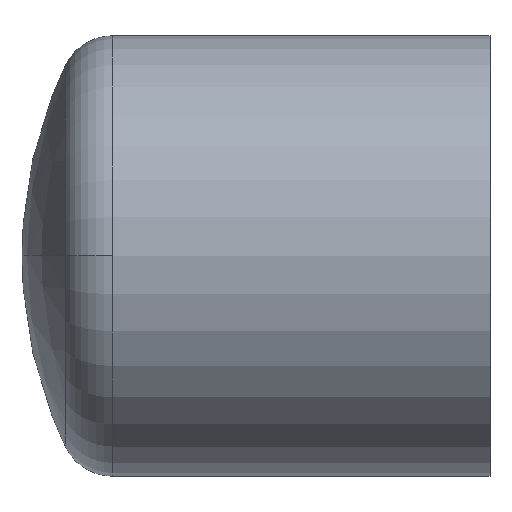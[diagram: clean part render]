
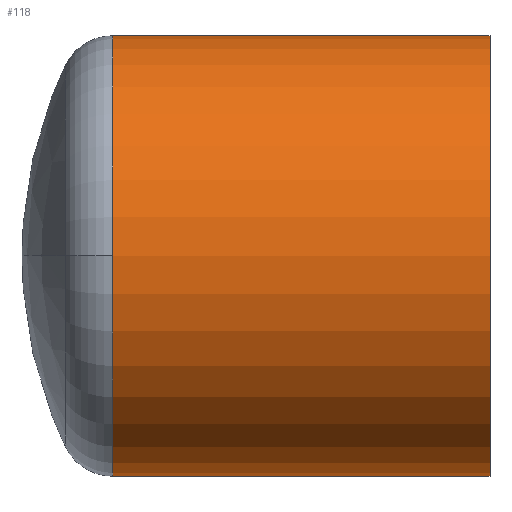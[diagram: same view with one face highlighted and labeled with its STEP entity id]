
A CAD part, top view. The second image highlights one B-rep face of the part: STEP entity #118.
In plain terms, the highlighted cylindrical face has radius 80 mm (diameter 160 mm), a partial arc.
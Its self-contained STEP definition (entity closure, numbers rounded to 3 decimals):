
#92 = VERTEX_POINT( '', #229 );
#110 = EDGE_CURVE( '', #92, #180, #249, .T. );
#118 = ADVANCED_FACE( '', ( #257 ), #258, .T. );
#138 = EDGE_CURVE( '', #162, #192, #281, .T. );
#146 = EDGE_CURVE( '', #166, #162, #291, .T. );
#148 = EDGE_CURVE( '', #180, #192, #293, .T. );
#162 = VERTEX_POINT( '', #310 );
#166 = VERTEX_POINT( '', #314 );
#178 = EDGE_CURVE( '', #166, #92, #327, .T. );
#180 = VERTEX_POINT( '', #329 );
#192 = VERTEX_POINT( '', #341 );
#229 = CARTESIAN_POINT( '', ( 0., -80., 0. ) );
#249 = CIRCLE( '', #396, 80. );
#257 = FACE_OUTER_BOUND( '', #407, .T. );
#258 = CYLINDRICAL_SURFACE( '', #408, 80. );
#281 = CIRCLE( '', #437, 80. );
#291 = CIRCLE( '', #449, 80. );
#293 = LINE( '', #452, #453 );
#310 = CARTESIAN_POINT( '', ( -137.122, 0., 80. ) );
#314 = CARTESIAN_POINT( '', ( -137.122, -80., 0. ) );
#327 = LINE( '', #495, #496 );
#329 = CARTESIAN_POINT( '', ( 0., 80., 0. ) );
#341 = CARTESIAN_POINT( '', ( -137.122, 80., 0. ) );
#396 = AXIS2_PLACEMENT_3D( '', #571, #572, #573 );
#407 = EDGE_LOOP( '', ( #584, #585, #586, #587, #588 ) );
#408 = AXIS2_PLACEMENT_3D( '', #589, #590, #591 );
#437 = AXIS2_PLACEMENT_3D( '', #632, #633, #634 );
#449 = AXIS2_PLACEMENT_3D( '', #651, #652, #653 );
#452 = CARTESIAN_POINT( '', ( -68.561, 80., 0. ) );
#453 = VECTOR( '', #654, 1. );
#495 = CARTESIAN_POINT( '', ( -68.561, -80., 0. ) );
#496 = VECTOR( '', #690, 1. );
#571 = CARTESIAN_POINT( '', ( 0., 0., 0. ) );
#572 = DIRECTION( '', ( -1., 0., 0. ) );
#573 = DIRECTION( '', ( 0., 1., 0. ) );
#584 = ORIENTED_EDGE( '', *, *, #148, .T. );
#585 = ORIENTED_EDGE( '', *, *, #138, .F. );
#586 = ORIENTED_EDGE( '', *, *, #146, .F. );
#587 = ORIENTED_EDGE( '', *, *, #178, .T. );
#588 = ORIENTED_EDGE( '', *, *, #110, .T. );
#589 = CARTESIAN_POINT( '', ( -68.561, 0., 0. ) );
#590 = DIRECTION( '', ( 1., 0., 0. ) );
#591 = DIRECTION( '', ( 0., 1., 0. ) );
#632 = CARTESIAN_POINT( '', ( -137.122, 0., 0. ) );
#633 = DIRECTION( '', ( -1., 0., 0. ) );
#634 = DIRECTION( '', ( 0., 1., 0. ) );
#651 = CARTESIAN_POINT( '', ( -137.122, 0., 0. ) );
#652 = DIRECTION( '', ( -1., 0., 0. ) );
#653 = DIRECTION( '', ( 0., 1., 0. ) );
#654 = DIRECTION( '', ( -1., 0., 0. ) );
#690 = DIRECTION( '', ( 1., 0., 0. ) );
